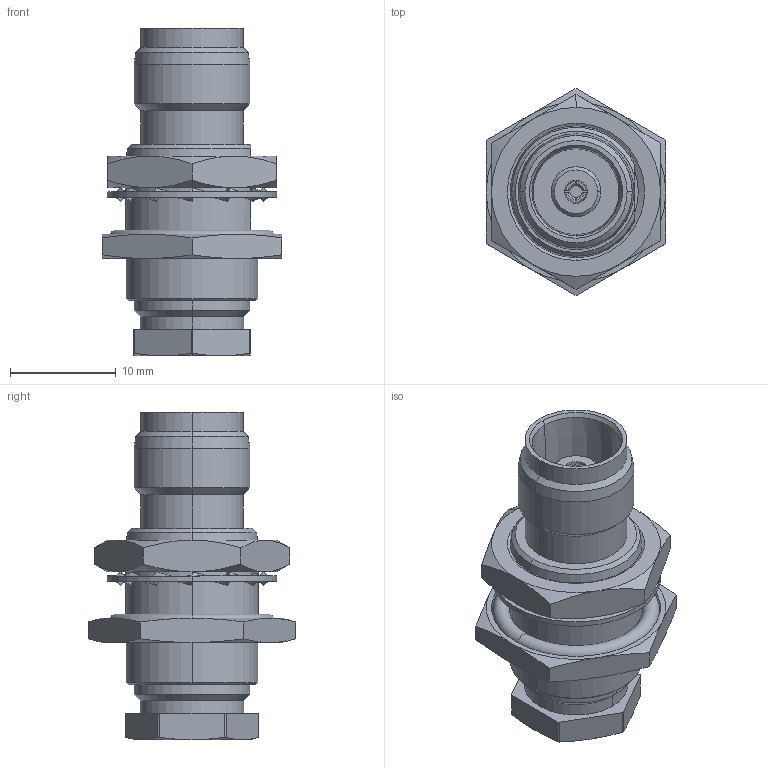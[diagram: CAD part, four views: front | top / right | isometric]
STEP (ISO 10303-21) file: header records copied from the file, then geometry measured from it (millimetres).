
FILE_DESCRIPTION (( 'STEP AP214' ), '1' );
FILE_NAME ('J01011A2337.STEP', '2013-07-03T14:52:39', ( 'Wartung1' ), ( '' ), 'SwSTEP 2.0', 'SolidWorks 2013', '' );
FILE_SCHEMA (( 'AUTOMOTIVE_DESIGN' ));
Length unit declared in the file: millimetre
Products named in the file (1): J01011A2337
Bounding box: 17 x 19.63 x 31 mm (x, y, z)
Volume: 3457.4 mm3; surface area: 2794.7 mm2
Topology: 3 solids, 3 shells, 215 faces, 519 edges, 322 vertices
Faces by surface type: plane 72, cone 61, cylinder 40, bspline 36, torus 6
Entity records: 9214 total; most frequent: CARTESIAN_POINT 2069, ORIENTED_EDGE 1038, DIRECTION 896, EDGE_CURVE 519, AXIS2_PLACEMENT_3D 329, VERTEX_POINT 322, VECTOR 238, LINE 238
